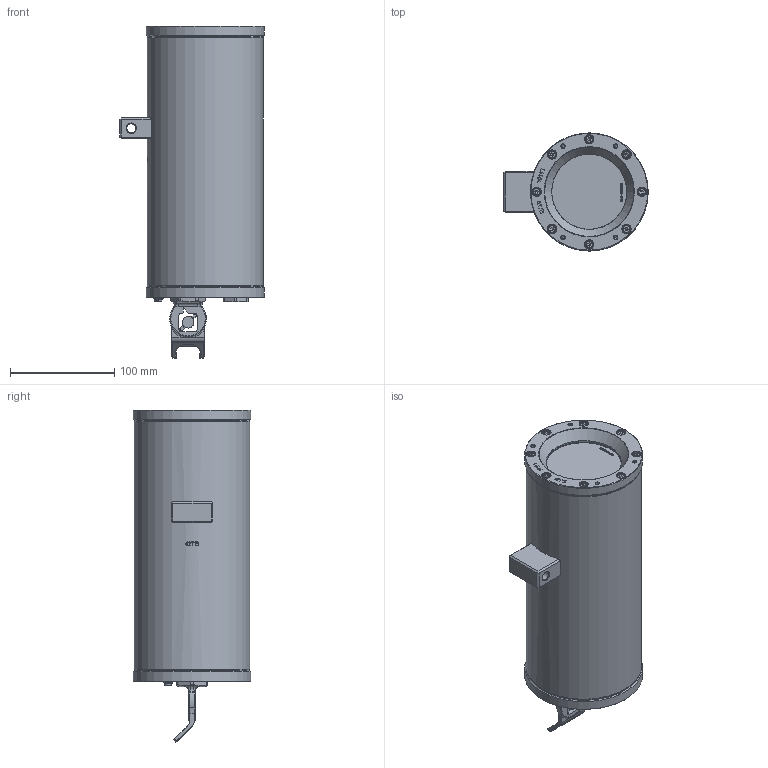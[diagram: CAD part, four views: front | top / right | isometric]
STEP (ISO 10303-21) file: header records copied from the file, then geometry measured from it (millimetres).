
FILE_DESCRIPTION(/* description */ (''),/* implementation_level */ '2;1');
FILE_NAME(/* name */ 'ExCam IPM1137_(HS.22070443)_LQ.stp',/* time_stamp */ '2024-11-04T14:12:21+01:00',/* author */ ('Thiemo Gruber'),/* organization */ (''),/* preprocessor_version */ 'ST-DEVELOPER v20',/* originating_system */ 'Autodesk Inventor 2025',/* authorisation */ '');
FILE_SCHEMA (('AUTOMOTIVE_DESIGN { 1 0 10303 214 3 1 1 }'));
Length unit declared in the file: millimetre
Products named in the file (20): ExCam IPM1137_(HS.22070443)_LQ; T07-VA2.2.K4.BOR_(Ex d enclosure); VA2.x.K4_bare_rev.00; DIN 84  - ersetzt durch DIN EN ISO 1207 M4 x 8; DIN 127 - zurückgezogen A 4; DIN 125-1  A A 4.3; VA2.x.BOR Optikflansch EX D; VA2.x.BOR Edelstahlflansch 1.4404; VA2.x.Flanschdichtung rev.1; VA2.x.BOR_Compound; VA2.x.Borosilikatglas 80xS10 DIN7080; VA2.x.BOR Pufferring; VA2.x.Passscheibe; VA2.BOR.Sicherungsring; VA2.2.R_vers.2_rev.01; Schraube M4 mit Federring; DIN 128 - A4; DIN 912 - M4 x 12; Ex d Verschlussstopfen M20x1,5; Ex-d Verschlussstopfen M25, flipConnect_rev.02
Assembly tree (35 placements, depth 4):
  ExCam IPM1137_(HS.22070443)_LQ
    T07-VA2.2.K4.BOR_(Ex d enclosure)
      VA2.x.K4_bare_rev.00
      VA2.x.Flanschdichtung rev.1
      DIN 84  - ersetzt durch DIN EN ISO 1207 M4 x 8
      DIN 127 - zurückgezogen A 4
      DIN 125-1  A A 4.3
      VA2.x.BOR Optikflansch EX D
        VA2.x.BOR Edelstahlflansch 1.4404
        VA2.x.Flanschdichtung rev.1
        VA2.x.BOR_Compound
        VA2.x.Borosilikatglas 80xS10 DIN7080
        VA2.x.BOR Pufferring
        VA2.x.Passscheibe
        VA2.BOR.Sicherungsring
      Schraube M4 mit Federring  x16
        DIN 128 - A4
        DIN 912 - M4 x 12
      VA2.2.R_vers.2_rev.01
    Ex d Verschlussstopfen M20x1,5
    Ex-d Verschlussstopfen M25, flipConnect_rev.02
Bounding box: 138.5 x 113 x 318.25 mm (x, y, z)
Volume: 666758.6 mm3; surface area: 314765.8 mm2
Topology: 48 solids, 48 shells, 3351 faces, 8107 edges, 4984 vertices
Faces by surface type: plane 1061, bspline 936, cylinder 739, torus 347, cone 158, sphere 110
Full cylindrical faces by diameter (mm): 2.459 x7, 3.197 x1, 3.2 x2, 3.242 x27, 3.621 x1, 3.8 x16, 4 x17, 4.3 x1, 4.5 x16, 7 x16, 8 x16, 8.5 x1, 9 x1, 10.913 x1, 18.376 x1, 20 x2, 23 x1, 23.376 x1, 24 x1, 24.95 x1, 71 x2, 72 x3, 80 x2, 81.8 x1, 83 x2, 84 x1, 85 x2, 88 x1, 91 x6, 105 x1
Entity records: 70420 total; most frequent: CARTESIAN_POINT 25954, ORIENTED_EDGE 9648, DIRECTION 7914, EDGE_CURVE 4824, VERTEX_POINT 3126, AXIS2_PLACEMENT_3D 2709, LINE 2496, VECTOR 2496
